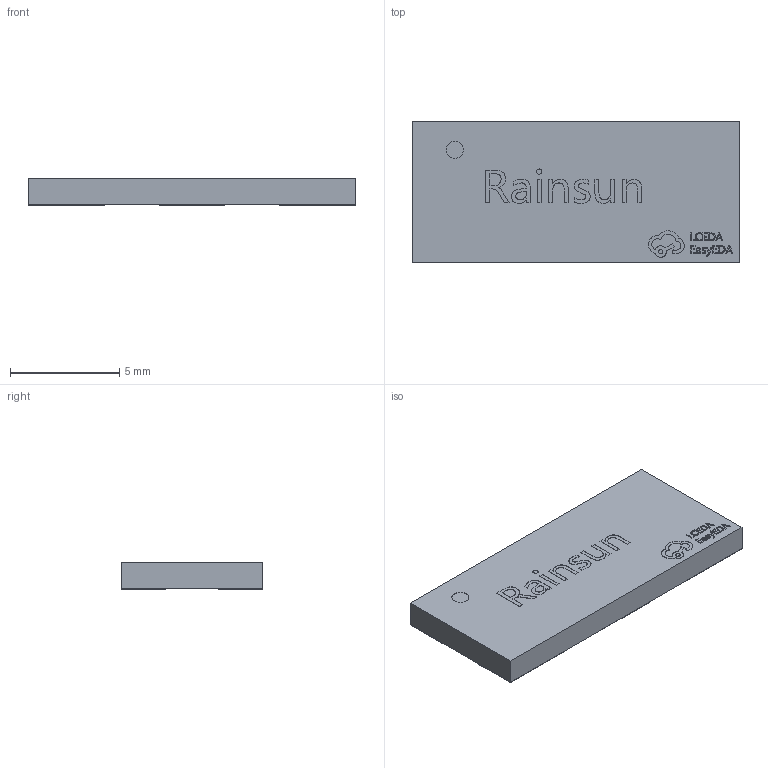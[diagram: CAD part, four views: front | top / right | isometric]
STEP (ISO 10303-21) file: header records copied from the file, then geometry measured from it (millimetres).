
FILE_DESCRIPTION (( 'STEP AP214' ), '1' );
FILE_NAME ('ANT-SMD_6P-L15.0-W6.5-H1.20.step', '2022-06-14T10:00:07', ( '' ), ( '' ), 'SwSTEP 2.0', 'SolidWorks 2020', '' );
FILE_SCHEMA (( 'AUTOMOTIVE_DESIGN' ));
Length unit declared in the file: millimetre
Products named in the file (1): ANT-SMD_6P-L15.0-W6.5-H1.20
Bounding box: 15 x 6.5 x 1.23 mm (x, y, z)
Volume: 117.9 mm3; surface area: 248.6 mm2
Topology: 1 solids, 1 shells, 370 faces, 996 edges, 664 vertices
Faces by surface type: plane 226, bspline 142, cylinder 2
Entity records: 18308 total; most frequent: CARTESIAN_POINT 5893, ORIENTED_EDGE 1992, DIRECTION 1170, EDGE_CURVE 996, LINE 704, VECTOR 704, VERTEX_POINT 664, EDGE_LOOP 406
